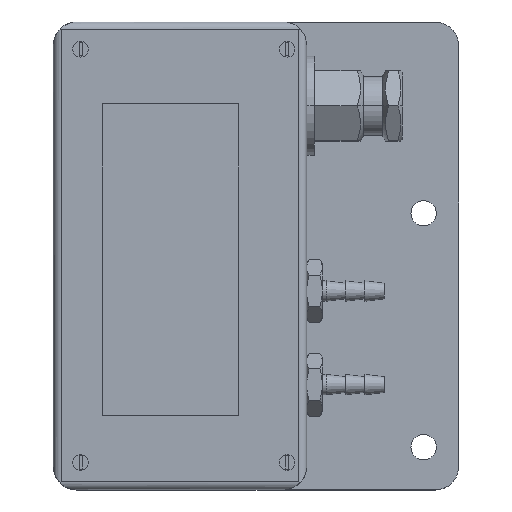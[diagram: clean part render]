
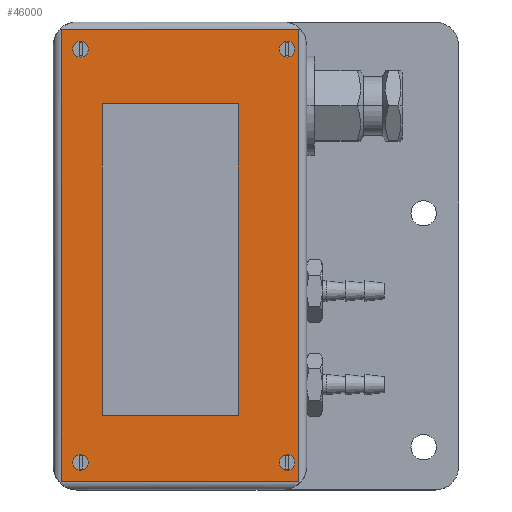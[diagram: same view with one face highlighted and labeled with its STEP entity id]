
A CAD part, top view. The second image highlights one B-rep face of the part: STEP entity #46000.
In plain terms, the highlighted face is planar.
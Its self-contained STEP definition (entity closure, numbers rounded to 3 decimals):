
#44670=CARTESIAN_POINT('',(23.582,-20.338,-4.5));
#44680=DIRECTION('',(0.,0.,-1.));
#44690=DIRECTION('',(-1.,0.,0.));
#44700=AXIS2_PLACEMENT_3D('',#44670,#44680,#44690);
#44710=PLANE('',#44700);
#44720=CARTESIAN_POINT('',(80.,-17.,-4.5));
#44730=DIRECTION('',(0.,0.,-1.));
#44740=DIRECTION('',(-1.,0.,0.));
#44750=AXIS2_PLACEMENT_3D('',#44720,#44730,#44740);
#44760=CIRCLE('',#44750,2.);
#44770=CARTESIAN_POINT('',(78.,-17.,-4.5));
#44780=VERTEX_POINT('',#44770);
#44790=CARTESIAN_POINT('',(82.,-17.,-4.5));
#44800=VERTEX_POINT('',#44790);
#44810=EDGE_CURVE('',#44780,#44800,#44760,.T.);
#44820=ORIENTED_EDGE('',*,*,#44810,.F.);
#44830=EDGE_CURVE('',#44800,#44780,#44760,.T.);
#44840=ORIENTED_EDGE('',*,*,#44830,.F.);
#44850=EDGE_LOOP('',(#44840,#44820));
#44860=FACE_BOUND('',#44850,.T.);
#44870=CARTESIAN_POINT('',(80.,89.,-4.5));
#44880=DIRECTION('',(0.,0.,-1.));
#44890=DIRECTION('',(-1.,0.,0.));
#44900=AXIS2_PLACEMENT_3D('',#44870,#44880,#44890);
#44910=CIRCLE('',#44900,2.);
#44920=CARTESIAN_POINT('',(78.,89.,-4.5));
#44930=VERTEX_POINT('',#44920);
#44940=CARTESIAN_POINT('',(82.,89.,-4.5));
#44950=VERTEX_POINT('',#44940);
#44960=EDGE_CURVE('',#44930,#44950,#44910,.T.);
#44970=ORIENTED_EDGE('',*,*,#44960,.F.);
#44980=EDGE_CURVE('',#44950,#44930,#44910,.T.);
#44990=ORIENTED_EDGE('',*,*,#44980,.F.);
#45000=EDGE_LOOP('',(#44990,#44970));
#45010=FACE_BOUND('',#45000,.T.);
#45020=CARTESIAN_POINT('',(27.,-17.,-4.5));
#45030=DIRECTION('',(0.,0.,-1.));
#45040=DIRECTION('',(-1.,0.,0.));
#45050=AXIS2_PLACEMENT_3D('',#45020,#45030,#45040);
#45060=CIRCLE('',#45050,2.);
#45070=CARTESIAN_POINT('',(25.,-17.,-4.5));
#45080=VERTEX_POINT('',#45070);
#45090=CARTESIAN_POINT('',(29.,-17.,-4.5));
#45100=VERTEX_POINT('',#45090);
#45110=EDGE_CURVE('',#45080,#45100,#45060,.T.);
#45120=ORIENTED_EDGE('',*,*,#45110,.F.);
#45130=EDGE_CURVE('',#45100,#45080,#45060,.T.);
#45140=ORIENTED_EDGE('',*,*,#45130,.F.);
#45150=EDGE_LOOP('',(#45140,#45120));
#45160=FACE_BOUND('',#45150,.T.);
#45170=CARTESIAN_POINT('',(27.,89.,-4.5));
#45180=DIRECTION('',(0.,0.,-1.));
#45190=DIRECTION('',(-1.,0.,0.));
#45200=AXIS2_PLACEMENT_3D('',#45170,#45180,#45190);
#45210=CIRCLE('',#45200,2.);
#45220=CARTESIAN_POINT('',(25.,89.,-4.5));
#45230=VERTEX_POINT('',#45220);
#45240=CARTESIAN_POINT('',(29.,89.,-4.5));
#45250=VERTEX_POINT('',#45240);
#45260=EDGE_CURVE('',#45230,#45250,#45210,.T.);
#45270=ORIENTED_EDGE('',*,*,#45260,.F.);
#45280=EDGE_CURVE('',#45250,#45230,#45210,.T.);
#45290=ORIENTED_EDGE('',*,*,#45280,.F.);
#45300=EDGE_LOOP('',(#45290,#45270));
#45310=FACE_BOUND('',#45300,.T.);
#45320=CARTESIAN_POINT('',(24.,0.,-4.5));
#45330=DIRECTION('',(0.,-1.,0.));
#45340=VECTOR('',#45330,1.);
#45350=LINE('',#45320,#45340);
#45360=CARTESIAN_POINT('',(24.,94.,-4.5));
#45370=VERTEX_POINT('',#45360);
#45380=CARTESIAN_POINT('',(24.,-22.,-4.5));
#45390=VERTEX_POINT('',#45380);
#45400=EDGE_CURVE('',#45370,#45390,#45350,.T.);
#45410=ORIENTED_EDGE('',*,*,#45400,.F.);
#45420=CARTESIAN_POINT('',(0.,-22.,-4.5));
#45430=DIRECTION('',(1.,0.,0.));
#45440=VECTOR('',#45430,1.);
#45450=LINE('',#45420,#45440);
#45460=CARTESIAN_POINT('',(85.,-22.,-4.5));
#45470=VERTEX_POINT('',#45460);
#45480=EDGE_CURVE('',#45390,#45470,#45450,.T.);
#45490=ORIENTED_EDGE('',*,*,#45480,.F.);
#45500=CARTESIAN_POINT('',(85.,0.,-4.5));
#45510=DIRECTION('',(0.,1.,0.));
#45520=VECTOR('',#45510,1.);
#45530=LINE('',#45500,#45520);
#45540=CARTESIAN_POINT('',(85.,94.,-4.5));
#45550=VERTEX_POINT('',#45540);
#45560=EDGE_CURVE('',#45470,#45550,#45530,.T.);
#45570=ORIENTED_EDGE('',*,*,#45560,.F.);
#45580=CARTESIAN_POINT('',(0.,94.,-4.5));
#45590=DIRECTION('',(-1.,0.,0.));
#45600=VECTOR('',#45590,1.);
#45610=LINE('',#45580,#45600);
#45620=EDGE_CURVE('',#45550,#45370,#45610,.T.);
#45630=ORIENTED_EDGE('',*,*,#45620,.F.);
#45640=EDGE_LOOP('',(#45630,#45570,#45490,#45410));
#45650=FACE_OUTER_BOUND('',#45640,.T.);
#45660=CARTESIAN_POINT('',(39.5,0.,-4.5));
#45670=DIRECTION('',(0.,-1.,0.));
#45680=VECTOR('',#45670,1.);
#45690=LINE('',#45660,#45680);
#45700=CARTESIAN_POINT('',(39.5,75.,-4.5));
#45710=VERTEX_POINT('',#45700);
#45720=CARTESIAN_POINT('',(39.5,-5.,-4.5));
#45730=VERTEX_POINT('',#45720);
#45740=EDGE_CURVE('',#45710,#45730,#45690,.T.);
#45750=ORIENTED_EDGE('',*,*,#45740,.T.);
#45760=CARTESIAN_POINT('',(0.,75.,-4.5));
#45770=DIRECTION('',(-1.,0.,0.));
#45780=VECTOR('',#45770,1.);
#45790=LINE('',#45760,#45780);
#45800=CARTESIAN_POINT('',(74.5,75.,-4.5));
#45810=VERTEX_POINT('',#45800);
#45820=EDGE_CURVE('',#45810,#45710,#45790,.T.);
#45830=ORIENTED_EDGE('',*,*,#45820,.T.);
#45840=CARTESIAN_POINT('',(74.5,0.,-4.5));
#45850=DIRECTION('',(0.,1.,0.));
#45860=VECTOR('',#45850,1.);
#45870=LINE('',#45840,#45860);
#45880=CARTESIAN_POINT('',(74.5,-5.,-4.5));
#45890=VERTEX_POINT('',#45880);
#45900=EDGE_CURVE('',#45890,#45810,#45870,.T.);
#45910=ORIENTED_EDGE('',*,*,#45900,.T.);
#45920=CARTESIAN_POINT('',(0.,-5.,-4.5));
#45930=DIRECTION('',(1.,0.,0.));
#45940=VECTOR('',#45930,1.);
#45950=LINE('',#45920,#45940);
#45960=EDGE_CURVE('',#45730,#45890,#45950,.T.);
#45970=ORIENTED_EDGE('',*,*,#45960,.T.);
#45980=EDGE_LOOP('',(#45970,#45910,#45830,#45750));
#45990=FACE_BOUND('',#45980,.T.);
#46000=ADVANCED_FACE('',(#44860,#45010,#45160,#45310,#45650,#45990),
#44710,.T.);
